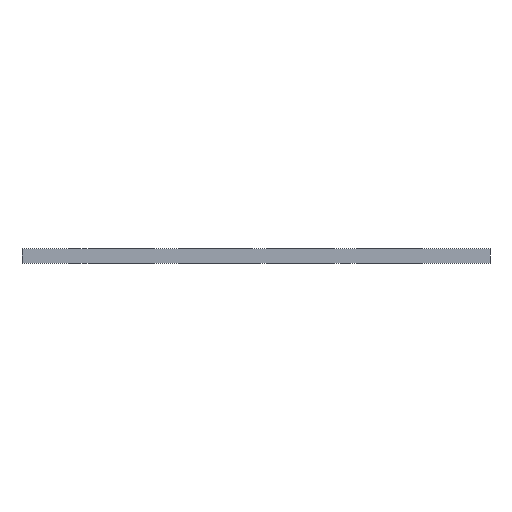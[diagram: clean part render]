
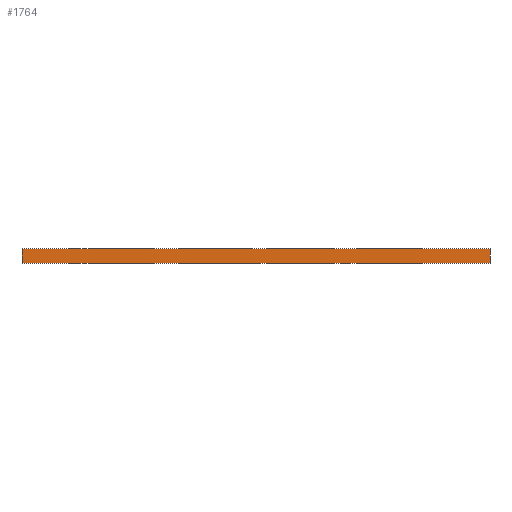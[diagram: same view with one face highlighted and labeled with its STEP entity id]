
A CAD part, front view. The second image highlights one B-rep face of the part: STEP entity #1764.
In plain terms, the highlighted planar face has unit normal (0, -1, 0).
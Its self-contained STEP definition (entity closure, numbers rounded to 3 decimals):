
#1725=CARTESIAN_POINT('',(135.62,-145.,55.6));
#1726=DIRECTION('',(0.,-1.,0.));
#1727=DIRECTION('',(1.,0.,0.));
#1728=AXIS2_PLACEMENT_3D('',#1725,#1726,#1727);
#1729=PLANE('',#1728);
#1730=CARTESIAN_POINT('',(85.62,-145.,58.6));
#1731=VERTEX_POINT('',#1730);
#1732=CARTESIAN_POINT('',(185.62,-145.,58.6));
#1733=VERTEX_POINT('',#1732);
#1734=CARTESIAN_POINT('',(85.62,-145.,58.6));
#1735=DIRECTION('',(1.,0.,0.));
#1736=VECTOR('',#1735,100.);
#1737=LINE('',#1734,#1736);
#1738=EDGE_CURVE('',#1731,#1733,#1737,.T.);
#1739=ORIENTED_EDGE('',*,*,#1738,.F.);
#1740=CARTESIAN_POINT('',(85.62,-145.,55.6));
#1741=VERTEX_POINT('',#1740);
#1742=CARTESIAN_POINT('',(85.62,-145.,55.6));
#1743=DIRECTION('',(0.,0.,1.));
#1744=VECTOR('',#1743,3.);
#1745=LINE('',#1742,#1744);
#1746=EDGE_CURVE('',#1741,#1731,#1745,.T.);
#1747=ORIENTED_EDGE('',*,*,#1746,.F.);
#1748=CARTESIAN_POINT('',(185.62,-145.,55.6));
#1749=VERTEX_POINT('',#1748);
#1750=CARTESIAN_POINT('',(85.62,-145.,55.6));
#1751=DIRECTION('',(1.,0.,0.));
#1752=VECTOR('',#1751,100.);
#1753=LINE('',#1750,#1752);
#1754=EDGE_CURVE('',#1741,#1749,#1753,.T.);
#1755=ORIENTED_EDGE('',*,*,#1754,.T.);
#1756=CARTESIAN_POINT('',(185.62,-145.,55.6));
#1757=DIRECTION('',(0.,0.,1.));
#1758=VECTOR('',#1757,3.);
#1759=LINE('',#1756,#1758);
#1760=EDGE_CURVE('',#1749,#1733,#1759,.T.);
#1761=ORIENTED_EDGE('',*,*,#1760,.T.);
#1762=EDGE_LOOP('',(#1739,#1747,#1755,#1761));
#1763=FACE_BOUND('',#1762,.T.);
#1764=ADVANCED_FACE('',(#1763),#1729,.T.);
